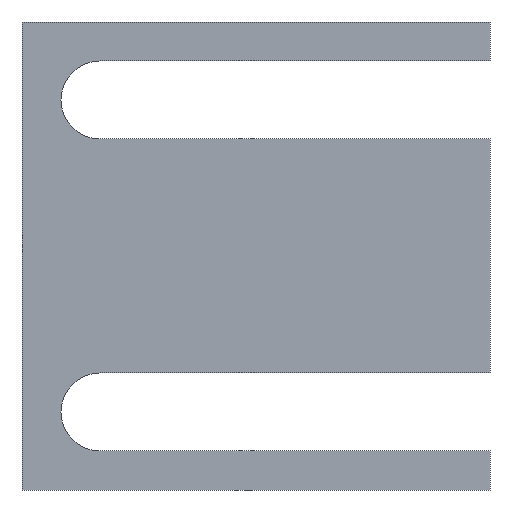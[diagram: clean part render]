
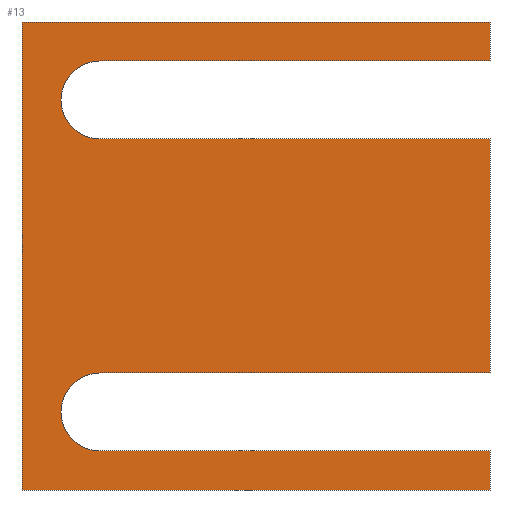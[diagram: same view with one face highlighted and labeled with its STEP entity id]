
A CAD part, left-side view. The second image highlights one B-rep face of the part: STEP entity #13.
In plain terms, the highlighted planar face has unit normal (-1, 0, 0).
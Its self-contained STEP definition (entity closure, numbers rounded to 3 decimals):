
#13 = ADVANCED_FACE ( 'NONE', ( #118 ), #252, .F. ) ;
#44 = ORIENTED_EDGE ( 'NONE', *, *, #430, .F. ) ;
#45 = ORIENTED_EDGE ( 'NONE', *, *, #429, .F. ) ;
#46 = ORIENTED_EDGE ( 'NONE', *, *, #427, .F. ) ;
#47 = ORIENTED_EDGE ( 'NONE', *, *, #425, .F. ) ;
#48 = ORIENTED_EDGE ( 'NONE', *, *, #423, .F. ) ;
#49 = ORIENTED_EDGE ( 'NONE', *, *, #415, .F. ) ;
#50 = ORIENTED_EDGE ( 'NONE', *, *, #420, .F. ) ;
#51 = ORIENTED_EDGE ( 'NONE', *, *, #419, .F. ) ;
#52 = ORIENTED_EDGE ( 'NONE', *, *, #417, .F. ) ;
#53 = ORIENTED_EDGE ( 'NONE', *, *, #408, .F. ) ;
#54 = ORIENTED_EDGE ( 'NONE', *, *, #412, .F. ) ;
#55 = ORIENTED_EDGE ( 'NONE', *, *, #431, .F. ) ;
#95 = EDGE_LOOP ( 'NONE', ( #44, #45, #46, #47, #48, #49, #50, #51, #52, #53, #54, #55 ) ) ;
#118 = FACE_OUTER_BOUND ( 'NONE', #95, .T. ) ;
#147 = CIRCLE ( 'NONE', #396, 5. ) ;
#152 = LINE ( 'NONE', #325, #153 ) ;
#153 = VECTOR ( 'NONE', #326, 1000. ) ;
#159 = CIRCLE ( 'NONE', #449, 5. ) ;
#160 = LINE ( 'NONE', #336, #161 ) ;
#161 = VECTOR ( 'NONE', #337, 1000. ) ;
#164 = LINE ( 'NONE', #340, #165 ) ;
#165 = VECTOR ( 'NONE', #341, 1000. ) ;
#166 = LINE ( 'NONE', #342, #167 ) ;
#167 = VECTOR ( 'NONE', #343, 1000. ) ;
#172 = LINE ( 'NONE', #348, #173 ) ;
#173 = VECTOR ( 'NONE', #349, 1000. ) ;
#176 = LINE ( 'NONE', #352, #177 ) ;
#177 = VECTOR ( 'NONE', #353, 1000. ) ;
#180 = LINE ( 'NONE', #356, #181 ) ;
#181 = VECTOR ( 'NONE', #357, 1000. ) ;
#184 = LINE ( 'NONE', #360, #185 ) ;
#185 = VECTOR ( 'NONE', #361, 1000. ) ;
#186 = LINE ( 'NONE', #362, #187 ) ;
#187 = VECTOR ( 'NONE', #363, 1000. ) ;
#188 = LINE ( 'NONE', #365, #189 ) ;
#189 = VECTOR ( 'NONE', #366, 1000. ) ;
#219 = VERTEX_POINT ( 'NONE', #260 ) ;
#220 = VERTEX_POINT ( 'NONE', #269 ) ;
#221 = VERTEX_POINT ( 'NONE', #268 ) ;
#222 = VERTEX_POINT ( 'NONE', #270 ) ;
#223 = VERTEX_POINT ( 'NONE', #267 ) ;
#224 = VERTEX_POINT ( 'NONE', #271 ) ;
#225 = VERTEX_POINT ( 'NONE', #264 ) ;
#226 = VERTEX_POINT ( 'NONE', #272 ) ;
#227 = VERTEX_POINT ( 'NONE', #263 ) ;
#228 = VERTEX_POINT ( 'NONE', #273 ) ;
#229 = VERTEX_POINT ( 'NONE', #274 ) ;
#230 = VERTEX_POINT ( 'NONE', #275 ) ;
#252 = PLANE ( 'NONE',  #445 ) ;
#255 = CARTESIAN_POINT ( 'NONE',  ( 0., 0., 0. ) ) ;
#260 = CARTESIAN_POINT ( 'NONE',  ( 0., 0., 30. ) ) ;
#261 = DIRECTION ( 'NONE',  ( 1., 0., 0. ) ) ;
#262 = DIRECTION ( 'NONE',  ( 0., 0., -1. ) ) ;
#263 = CARTESIAN_POINT ( 'NONE',  ( 0., 0., 15. ) ) ;
#264 = CARTESIAN_POINT ( 'NONE',  ( 0., 50., -15. ) ) ;
#267 = CARTESIAN_POINT ( 'NONE',  ( 0., 0., -25. ) ) ;
#268 = CARTESIAN_POINT ( 'NONE',  ( 0., 60., -30. ) ) ;
#269 = CARTESIAN_POINT ( 'NONE',  ( 0., 60., 30. ) ) ;
#270 = CARTESIAN_POINT ( 'NONE',  ( 0., 0., -30. ) ) ;
#271 = CARTESIAN_POINT ( 'NONE',  ( 0., 50., -25. ) ) ;
#272 = CARTESIAN_POINT ( 'NONE',  ( 0., 0., -15. ) ) ;
#273 = CARTESIAN_POINT ( 'NONE',  ( 0., 50., 15. ) ) ;
#274 = CARTESIAN_POINT ( 'NONE',  ( 0., 50., 25. ) ) ;
#275 = CARTESIAN_POINT ( 'NONE',  ( 0., 0., 25. ) ) ;
#316 = CARTESIAN_POINT ( 'NONE',  ( 0., 50., 20. ) ) ;
#317 = DIRECTION ( 'NONE',  ( -1., 0., 0. ) ) ;
#318 = DIRECTION ( 'NONE',  ( 0., 0., 1. ) ) ;
#319 = CARTESIAN_POINT ( 'NONE',  ( 0., 50., -20. ) ) ;
#325 = CARTESIAN_POINT ( 'NONE',  ( 0., 0., 25. ) ) ;
#326 = DIRECTION ( 'NONE',  ( 0., 1., 0. ) ) ;
#332 = DIRECTION ( 'NONE',  ( -1., 0., 0. ) ) ;
#333 = DIRECTION ( 'NONE',  ( 0., 0., 1. ) ) ;
#336 = CARTESIAN_POINT ( 'NONE',  ( 0., 0., 15. ) ) ;
#337 = DIRECTION ( 'NONE',  ( 0., -1., 0. ) ) ;
#340 = CARTESIAN_POINT ( 'NONE',  ( 0., 0., 0. ) ) ;
#341 = DIRECTION ( 'NONE',  ( 0., 0., -1. ) ) ;
#342 = CARTESIAN_POINT ( 'NONE',  ( 0., 0., -15. ) ) ;
#343 = DIRECTION ( 'NONE',  ( 0., 1., 0. ) ) ;
#348 = CARTESIAN_POINT ( 'NONE',  ( 0., 0., -25. ) ) ;
#349 = DIRECTION ( 'NONE',  ( 0., -1., 0. ) ) ;
#352 = CARTESIAN_POINT ( 'NONE',  ( 0., 0., 0. ) ) ;
#353 = DIRECTION ( 'NONE',  ( 0., 0., -1. ) ) ;
#356 = CARTESIAN_POINT ( 'NONE',  ( 0., 0., -30. ) ) ;
#357 = DIRECTION ( 'NONE',  ( 0., 1., 0. ) ) ;
#360 = CARTESIAN_POINT ( 'NONE',  ( 0., 60., 0. ) ) ;
#361 = DIRECTION ( 'NONE',  ( 0., 0., 1. ) ) ;
#362 = CARTESIAN_POINT ( 'NONE',  ( 0., 0., 30. ) ) ;
#363 = DIRECTION ( 'NONE',  ( 0., -1., 0. ) ) ;
#365 = CARTESIAN_POINT ( 'NONE',  ( 0., 0., 0. ) ) ;
#366 = DIRECTION ( 'NONE',  ( 0., 0., -1. ) ) ;
#396 = AXIS2_PLACEMENT_3D ( 'NONE', #316, #317, #318 ) ;
#408 = EDGE_CURVE ( 'NONE', #229, #228, #147, .T. ) ;
#412 = EDGE_CURVE ( 'NONE', #230, #229, #152, .T. ) ;
#415 = EDGE_CURVE ( 'NONE', #225, #224, #159, .T. ) ;
#417 = EDGE_CURVE ( 'NONE', #228, #227, #160, .T. ) ;
#419 = EDGE_CURVE ( 'NONE', #227, #226, #164, .T. ) ;
#420 = EDGE_CURVE ( 'NONE', #226, #225, #166, .T. ) ;
#423 = EDGE_CURVE ( 'NONE', #224, #223, #172, .T. ) ;
#425 = EDGE_CURVE ( 'NONE', #223, #222, #176, .T. ) ;
#427 = EDGE_CURVE ( 'NONE', #222, #221, #180, .T. ) ;
#429 = EDGE_CURVE ( 'NONE', #221, #220, #184, .T. ) ;
#430 = EDGE_CURVE ( 'NONE', #220, #219, #186, .T. ) ;
#431 = EDGE_CURVE ( 'NONE', #219, #230, #188, .T. ) ;
#445 = AXIS2_PLACEMENT_3D ( 'NONE', #255, #261, #262 ) ;
#449 = AXIS2_PLACEMENT_3D ( 'NONE', #319, #332, #333 ) ;
